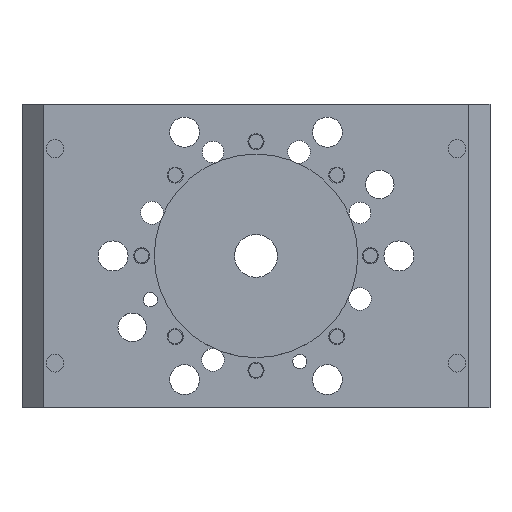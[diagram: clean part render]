
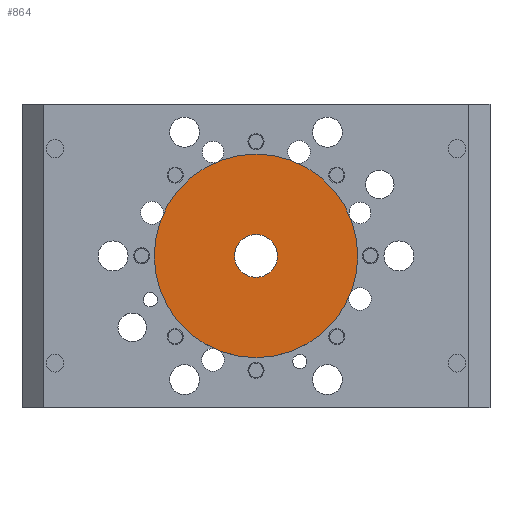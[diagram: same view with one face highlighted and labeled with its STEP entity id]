
A CAD part, top view. The second image highlights one B-rep face of the part: STEP entity #864.
In plain terms, the highlighted planar face has unit normal (0, 0, 1).
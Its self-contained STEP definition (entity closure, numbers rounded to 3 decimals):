
#297 = CIRCLE ( 'NONE', #6984, 6. ) ;
#466 = DIRECTION ( 'NONE',  ( 1., 0., 0. ) ) ;
#780 = DIRECTION ( 'NONE',  ( 0., 0., 1. ) ) ;
#864 = ADVANCED_FACE ( 'NONE', ( #4020, #1050 ), #5787, .T. ) ;
#922 = EDGE_LOOP ( 'NONE', ( #2138, #4430 ) ) ;
#1050 = FACE_OUTER_BOUND ( 'NONE', #922, .T. ) ;
#1156 = EDGE_CURVE ( 'NONE', #5478, #7376, #297, .T. ) ;
#1284 = AXIS2_PLACEMENT_3D ( 'NONE', #6403, #5087, #466 ) ;
#2009 = CARTESIAN_POINT ( 'NONE',  ( 0., -28.5, 20. ) ) ;
#2138 = ORIENTED_EDGE ( 'NONE', *, *, #7027, .T. ) ;
#2170 = CARTESIAN_POINT ( 'NONE',  ( 0., 0., 20. ) ) ;
#2251 = CIRCLE ( 'NONE', #5583, 6. ) ;
#2459 = CIRCLE ( 'NONE', #4564, 28.5 ) ;
#2532 = VERTEX_POINT ( 'NONE', #2009 ) ;
#2659 = DIRECTION ( 'NONE',  ( 0., 1., 0. ) ) ;
#3028 = DIRECTION ( 'NONE',  ( 0., 1., 0. ) ) ;
#3090 = CARTESIAN_POINT ( 'NONE',  ( 0., 6., 20. ) ) ;
#3235 = CARTESIAN_POINT ( 'NONE',  ( 0., 0., 20. ) ) ;
#3263 = EDGE_LOOP ( 'NONE', ( #4598, #4593 ) ) ;
#3522 = VERTEX_POINT ( 'NONE', #3643 ) ;
#3607 = DIRECTION ( 'NONE',  ( 0., 0., 1. ) ) ;
#3643 = CARTESIAN_POINT ( 'NONE',  ( 0., 28.5, 20. ) ) ;
#4020 = FACE_BOUND ( 'NONE', #3263, .T. ) ;
#4029 = EDGE_CURVE ( 'NONE', #2532, #3522, #2459, .T. ) ;
#4044 = DIRECTION ( 'NONE',  ( 0., 1., 0. ) ) ;
#4430 = ORIENTED_EDGE ( 'NONE', *, *, #4029, .T. ) ;
#4545 = DIRECTION ( 'NONE',  ( 0., 0., 1. ) ) ;
#4564 = AXIS2_PLACEMENT_3D ( 'NONE', #3235, #780, #2659 ) ;
#4593 = ORIENTED_EDGE ( 'NONE', *, *, #1156, .F. ) ;
#4598 = ORIENTED_EDGE ( 'NONE', *, *, #6041, .F. ) ;
#5087 = DIRECTION ( 'NONE',  ( 0., 0., 1. ) ) ;
#5470 = DIRECTION ( 'NONE',  ( 0., 0., 1. ) ) ;
#5478 = VERTEX_POINT ( 'NONE', #5729 ) ;
#5510 = CARTESIAN_POINT ( 'NONE',  ( 0., 0., 20. ) ) ;
#5583 = AXIS2_PLACEMENT_3D ( 'NONE', #5510, #5470, #6705 ) ;
#5596 = CIRCLE ( 'NONE', #6341, 28.5 ) ;
#5729 = CARTESIAN_POINT ( 'NONE',  ( 0., -6., 20. ) ) ;
#5787 = PLANE ( 'NONE',  #1284 ) ;
#5993 = CARTESIAN_POINT ( 'NONE',  ( 0., 0., 20. ) ) ;
#6041 = EDGE_CURVE ( 'NONE', #7376, #5478, #2251, .T. ) ;
#6341 = AXIS2_PLACEMENT_3D ( 'NONE', #5993, #3607, #3028 ) ;
#6403 = CARTESIAN_POINT ( 'NONE',  ( 6., 0., 20. ) ) ;
#6705 = DIRECTION ( 'NONE',  ( 0., 1., 0. ) ) ;
#6984 = AXIS2_PLACEMENT_3D ( 'NONE', #2170, #4545, #4044 ) ;
#7027 = EDGE_CURVE ( 'NONE', #3522, #2532, #5596, .T. ) ;
#7376 = VERTEX_POINT ( 'NONE', #3090 ) ;
